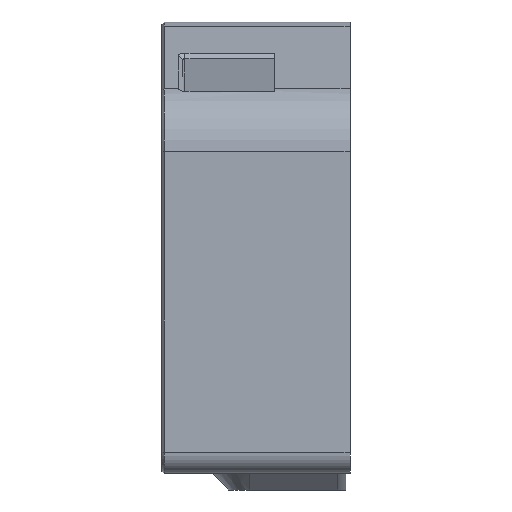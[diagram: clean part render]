
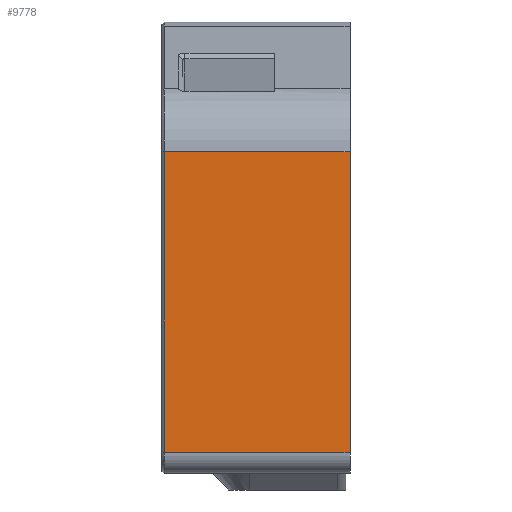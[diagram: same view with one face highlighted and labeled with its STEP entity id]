
A CAD part, front view. The second image highlights one B-rep face of the part: STEP entity #9778.
In plain terms, the highlighted planar face has unit normal (0, -1, 0).
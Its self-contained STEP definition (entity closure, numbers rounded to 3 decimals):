
#470=FACE_OUTER_BOUND('',#1051,.T.);
#1051=EDGE_LOOP('',(#7411,#7412,#7413,#7414));
#1955=LINE('',#15240,#3115);
#1969=LINE('',#15283,#3129);
#1971=LINE('',#15298,#3131);
#1972=LINE('',#15299,#3132);
#3115=VECTOR('',#12012,10.);
#3129=VECTOR('',#12046,10.);
#3131=VECTOR('',#12056,10.);
#3132=VECTOR('',#12057,10.);
#4462=VERTEX_POINT('',#15234);
#4463=VERTEX_POINT('',#15238);
#4477=VERTEX_POINT('',#15282);
#4481=VERTEX_POINT('',#15297);
#5550=EDGE_CURVE('',#4463,#4462,#1955,.T.);
#5569=EDGE_CURVE('',#4462,#4477,#1969,.T.);
#5575=EDGE_CURVE('',#4463,#4481,#1971,.T.);
#5576=EDGE_CURVE('',#4481,#4477,#1972,.T.);
#7411=ORIENTED_EDGE('',*,*,#5550,.F.);
#7412=ORIENTED_EDGE('',*,*,#5575,.T.);
#7413=ORIENTED_EDGE('',*,*,#5576,.T.);
#7414=ORIENTED_EDGE('',*,*,#5569,.F.);
#9307=PLANE('',#10449);
#9778=ADVANCED_FACE('',(#470),#9307,.T.);
#10449=AXIS2_PLACEMENT_3D('',#15296,#12054,#12055);
#12012=DIRECTION('',(0.,0.,1.));
#12046=DIRECTION('',(1.,0.,0.));
#12054=DIRECTION('center_axis',(0.,-1.,0.));
#12055=DIRECTION('ref_axis',(0.,0.,-1.));
#12056=DIRECTION('',(1.,0.,0.));
#12057=DIRECTION('',(0.,0.,1.));
#15234=CARTESIAN_POINT('',(0.5,-72.,77.));
#15238=CARTESIAN_POINT('',(0.5,-72.,5.));
#15240=CARTESIAN_POINT('',(0.5,-72.,65.5));
#15282=CARTESIAN_POINT('',(45.,-72.,77.));
#15283=CARTESIAN_POINT('',(0.,-72.,77.));
#15296=CARTESIAN_POINT('Origin',(0.,-72.,77.));
#15297=CARTESIAN_POINT('',(45.,-72.,5.));
#15298=CARTESIAN_POINT('',(0.,-72.,5.));
#15299=CARTESIAN_POINT('',(45.,-72.,65.5));
